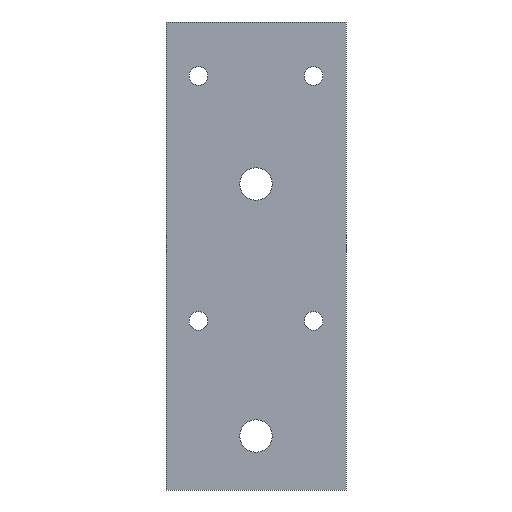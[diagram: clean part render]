
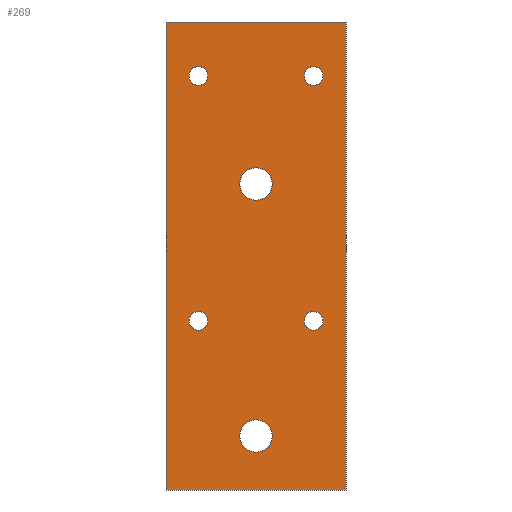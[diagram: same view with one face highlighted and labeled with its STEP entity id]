
A CAD part, front view. The second image highlights one B-rep face of the part: STEP entity #269.
In plain terms, the highlighted planar face has unit normal (0, -1, 0).
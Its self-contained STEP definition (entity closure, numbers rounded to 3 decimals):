
#22=FACE_BOUND('',#70,.T.);
#23=FACE_BOUND('',#71,.T.);
#24=FACE_BOUND('',#72,.T.);
#25=FACE_BOUND('',#73,.T.);
#26=FACE_BOUND('',#74,.T.);
#27=FACE_BOUND('',#75,.T.);
#34=PLANE('',#311);
#48=FACE_OUTER_BOUND('',#69,.T.);
#69=EDGE_LOOP('',(#239,#240,#241,#242));
#70=EDGE_LOOP('',(#243));
#71=EDGE_LOOP('',(#244));
#72=EDGE_LOOP('',(#245));
#73=EDGE_LOOP('',(#246));
#74=EDGE_LOOP('',(#247));
#75=EDGE_LOOP('',(#248));
#83=LINE('',#436,#102);
#87=LINE('',#444,#106);
#90=LINE('',#450,#109);
#93=LINE('',#455,#112);
#102=VECTOR('',#367,10.);
#106=VECTOR('',#373,10.);
#109=VECTOR('',#378,10.);
#112=VECTOR('',#383,10.);
#117=CIRCLE('',#290,4.5);
#119=CIRCLE('',#293,4.5);
#121=CIRCLE('',#296,2.6);
#123=CIRCLE('',#299,2.6);
#125=CIRCLE('',#302,2.6);
#127=CIRCLE('',#305,2.6);
#131=VERTEX_POINT('',#400);
#133=VERTEX_POINT('',#406);
#135=VERTEX_POINT('',#412);
#137=VERTEX_POINT('',#418);
#139=VERTEX_POINT('',#424);
#141=VERTEX_POINT('',#430);
#142=VERTEX_POINT('',#434);
#143=VERTEX_POINT('',#435);
#146=VERTEX_POINT('',#443);
#148=VERTEX_POINT('',#449);
#155=EDGE_CURVE('',#131,#131,#117,.T.);
#158=EDGE_CURVE('',#133,#133,#119,.T.);
#161=EDGE_CURVE('',#135,#135,#121,.T.);
#164=EDGE_CURVE('',#137,#137,#123,.T.);
#167=EDGE_CURVE('',#139,#139,#125,.T.);
#170=EDGE_CURVE('',#141,#141,#127,.T.);
#171=EDGE_CURVE('',#142,#143,#83,.T.);
#175=EDGE_CURVE('',#146,#142,#87,.T.);
#178=EDGE_CURVE('',#148,#146,#90,.T.);
#181=EDGE_CURVE('',#143,#148,#93,.T.);
#239=ORIENTED_EDGE('',*,*,#181,.F.);
#240=ORIENTED_EDGE('',*,*,#171,.F.);
#241=ORIENTED_EDGE('',*,*,#175,.F.);
#242=ORIENTED_EDGE('',*,*,#178,.F.);
#243=ORIENTED_EDGE('',*,*,#170,.F.);
#244=ORIENTED_EDGE('',*,*,#167,.F.);
#245=ORIENTED_EDGE('',*,*,#164,.F.);
#246=ORIENTED_EDGE('',*,*,#161,.F.);
#247=ORIENTED_EDGE('',*,*,#158,.F.);
#248=ORIENTED_EDGE('',*,*,#155,.F.);
#269=ADVANCED_FACE('',(#48,#22,#23,#24,#25,#26,#27),#34,.F.);
#290=AXIS2_PLACEMENT_3D('',#402,#328,#329);
#293=AXIS2_PLACEMENT_3D('',#408,#335,#336);
#296=AXIS2_PLACEMENT_3D('',#414,#342,#343);
#299=AXIS2_PLACEMENT_3D('',#420,#349,#350);
#302=AXIS2_PLACEMENT_3D('',#426,#356,#357);
#305=AXIS2_PLACEMENT_3D('',#432,#363,#364);
#311=AXIS2_PLACEMENT_3D('',#458,#387,#388);
#328=DIRECTION('center_axis',(0.,-1.,0.));
#329=DIRECTION('ref_axis',(1.,0.,0.));
#335=DIRECTION('center_axis',(0.,-1.,0.));
#336=DIRECTION('ref_axis',(1.,0.,0.));
#342=DIRECTION('center_axis',(0.,-1.,0.));
#343=DIRECTION('ref_axis',(1.,0.,0.));
#349=DIRECTION('center_axis',(0.,-1.,0.));
#350=DIRECTION('ref_axis',(1.,0.,0.));
#356=DIRECTION('center_axis',(0.,-1.,0.));
#357=DIRECTION('ref_axis',(1.,0.,0.));
#363=DIRECTION('center_axis',(0.,-1.,0.));
#364=DIRECTION('ref_axis',(1.,0.,0.));
#367=DIRECTION('',(-1.,0.,0.));
#373=DIRECTION('',(0.,0.,-1.));
#378=DIRECTION('',(1.,0.,0.));
#383=DIRECTION('',(0.,0.,1.));
#387=DIRECTION('center_axis',(0.,1.,0.));
#388=DIRECTION('ref_axis',(1.,0.,0.));
#400=CARTESIAN_POINT('',(20.5,0.,-45.));
#402=CARTESIAN_POINT('Origin',(25.,0.,-45.));
#406=CARTESIAN_POINT('',(20.5,0.,-115.));
#408=CARTESIAN_POINT('Origin',(25.,0.,-115.));
#412=CARTESIAN_POINT('',(6.4,0.,-83.));
#414=CARTESIAN_POINT('Origin',(9.,0.,-83.));
#418=CARTESIAN_POINT('',(38.4,0.,-83.));
#420=CARTESIAN_POINT('Origin',(41.,0.,-83.));
#424=CARTESIAN_POINT('',(6.4,0.,-15.));
#426=CARTESIAN_POINT('Origin',(9.,0.,-15.));
#430=CARTESIAN_POINT('',(38.4,0.,-15.));
#432=CARTESIAN_POINT('Origin',(41.,0.,-15.));
#434=CARTESIAN_POINT('',(50.,0.,-130.));
#435=CARTESIAN_POINT('',(0.,0.,-130.));
#436=CARTESIAN_POINT('',(50.,0.,-130.));
#443=CARTESIAN_POINT('',(50.,0.,0.));
#444=CARTESIAN_POINT('',(50.,0.,0.));
#449=CARTESIAN_POINT('',(0.,0.,0.));
#450=CARTESIAN_POINT('',(0.,0.,0.));
#455=CARTESIAN_POINT('',(0.,0.,-130.));
#458=CARTESIAN_POINT('Origin',(25.,0.,-65.));
